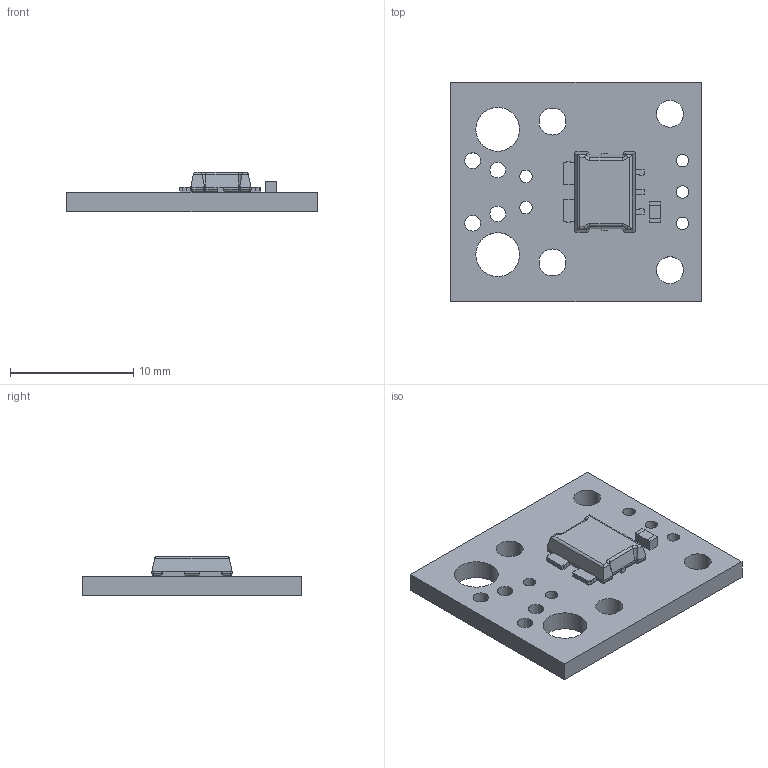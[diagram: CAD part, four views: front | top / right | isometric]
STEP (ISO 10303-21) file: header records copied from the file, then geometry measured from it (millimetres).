
FILE_DESCRIPTION (( 'STEP AP214' ), '1' );
FILE_NAME ('acs72981xlr-current-sensor-compact-carriers.step', '2024-04-30T23:41:40', ( '' ), ( '' ), 'SwSTEP 2.0', 'SolidWorks 2023', '' );
FILE_SCHEMA (( 'AUTOMOTIVE_DESIGN' ));
Length unit declared in the file: millimetre
Products named in the file (1): acs72981xlr-current-sensor-compact-carriers
Bounding box: 20.32 x 17.78 x 3.17 mm (x, y, z)
Volume: 547.3 mm3; surface area: 964.1 mm2
Topology: 1 solids, 1 shells, 618 faces, 1685 edges, 1098 vertices
Faces by surface type: plane 326, bspline 193, cylinder 87, torus 8, cone 4
Entity records: 32998 total; most frequent: CARTESIAN_POINT 11830, ORIENTED_EDGE 3354, DIRECTION 2263, EDGE_CURVE 1677, LINE 1103, VECTOR 1103, VERTEX_POINT 1098, EDGE_LOOP 695
